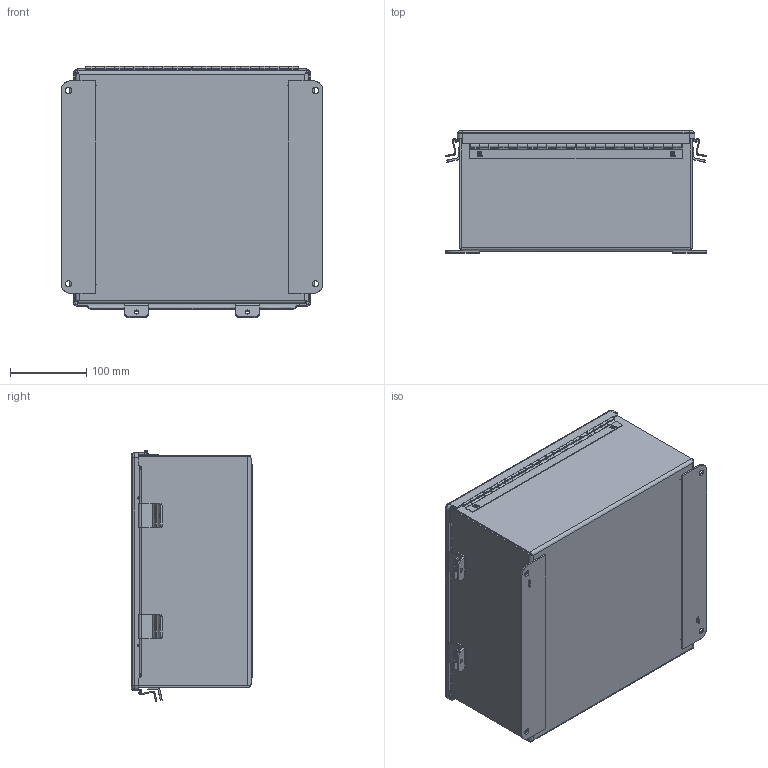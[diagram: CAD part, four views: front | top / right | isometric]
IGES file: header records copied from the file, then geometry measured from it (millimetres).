
Start section: SolidWorks IGES file using analytic representation for surfaces
Global section: file name: PDA2704-2.IGS; native system: SolidWorks 2016; preprocessor: SolidWorks 2016; author: sbavar; date: 160818.134445; units: millimetre
Bounding box: 343.41 x 159.77 x 329.72 mm (x, y, z)
Surface area: 933745.1 mm2 (no closed solid volume)
Topology: 0 solids, 0 shells, 1941 faces, 25840 edges, 25840 vertices
Faces by surface type: bspline 1561, revolution 380
